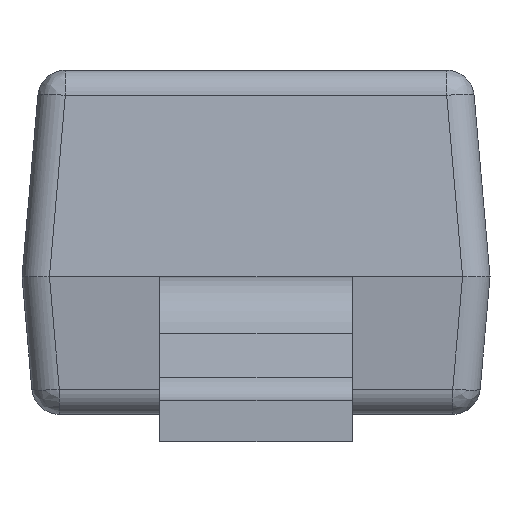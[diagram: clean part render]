
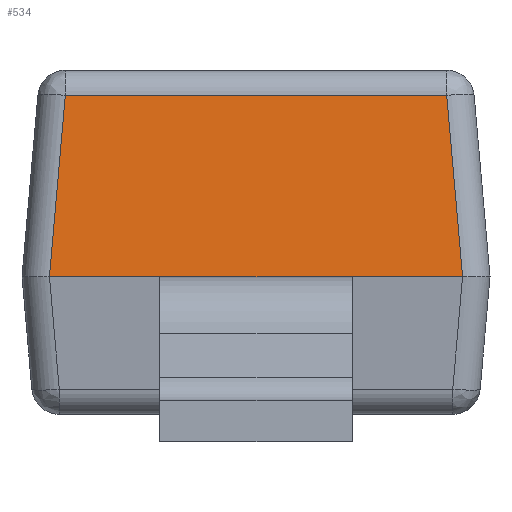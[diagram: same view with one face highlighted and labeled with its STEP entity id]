
A CAD part, left-side view. The second image highlights one B-rep face of the part: STEP entity #534.
In plain terms, the highlighted planar face has unit normal (-0.996, 0, 0.087).
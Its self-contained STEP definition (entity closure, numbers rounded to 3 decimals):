
#226 = VERTEX_POINT('',#227);
#227 = CARTESIAN_POINT('',(-1.367,0.693,1.259
    ));
#308 = EDGE_CURVE('',#226,#309,#311,.T.);
#309 = VERTEX_POINT('',#310);
#310 = CARTESIAN_POINT('',(-1.367,-0.693,
    1.259));
#311 = LINE('',#312,#313);
#312 = CARTESIAN_POINT('',(-1.367,0.693,1.259
    ));
#313 = VECTOR('',#314,1.);
#314 = DIRECTION('',(0.,-1.,0.));
#516 = VERTEX_POINT('',#517);
#517 = CARTESIAN_POINT('',(-1.425,0.75,0.6));
#524 = EDGE_CURVE('',#516,#226,#525,.T.);
#525 = LINE('',#526,#527);
#526 = CARTESIAN_POINT('',(-1.425,0.75,0.6));
#527 = VECTOR('',#528,1.);
#528 = DIRECTION('',(0.087,-0.087,
    0.992));
#534 = ADVANCED_FACE('',(#535),#569,.T.);
#535 = FACE_BOUND('',#536,.T.);
#536 = EDGE_LOOP('',(#537,#538,#539,#547,#555,#563));
#537 = ORIENTED_EDGE('',*,*,#308,.F.);
#538 = ORIENTED_EDGE('',*,*,#524,.F.);
#539 = ORIENTED_EDGE('',*,*,#540,.T.);
#540 = EDGE_CURVE('',#516,#541,#543,.T.);
#541 = VERTEX_POINT('',#542);
#542 = CARTESIAN_POINT('',(-1.425,0.35,0.6));
#543 = LINE('',#544,#545);
#544 = CARTESIAN_POINT('',(-1.425,0.75,0.6));
#545 = VECTOR('',#546,1.);
#546 = DIRECTION('',(0.,-1.,0.));
#547 = ORIENTED_EDGE('',*,*,#548,.T.);
#548 = EDGE_CURVE('',#541,#549,#551,.T.);
#549 = VERTEX_POINT('',#550);
#550 = CARTESIAN_POINT('',(-1.425,-0.35,0.6));
#551 = LINE('',#552,#553);
#552 = CARTESIAN_POINT('',(-1.425,0.75,0.6));
#553 = VECTOR('',#554,1.);
#554 = DIRECTION('',(0.,-1.,0.));
#555 = ORIENTED_EDGE('',*,*,#556,.T.);
#556 = EDGE_CURVE('',#549,#557,#559,.T.);
#557 = VERTEX_POINT('',#558);
#558 = CARTESIAN_POINT('',(-1.425,-0.75,0.6));
#559 = LINE('',#560,#561);
#560 = CARTESIAN_POINT('',(-1.425,0.75,0.6));
#561 = VECTOR('',#562,1.);
#562 = DIRECTION('',(0.,-1.,0.));
#563 = ORIENTED_EDGE('',*,*,#564,.T.);
#564 = EDGE_CURVE('',#557,#309,#565,.T.);
#565 = LINE('',#566,#567);
#566 = CARTESIAN_POINT('',(-1.425,-0.75,0.6));
#567 = VECTOR('',#568,1.);
#568 = DIRECTION('',(0.087,0.087,
    0.992));
#569 = PLANE('',#570);
#570 = AXIS2_PLACEMENT_3D('',#571,#572,#573);
#571 = CARTESIAN_POINT('',(-1.425,0.85,0.6));
#572 = DIRECTION('',(-0.996,0.,
    0.087));
#573 = DIRECTION('',(0.,-1.,0.));
